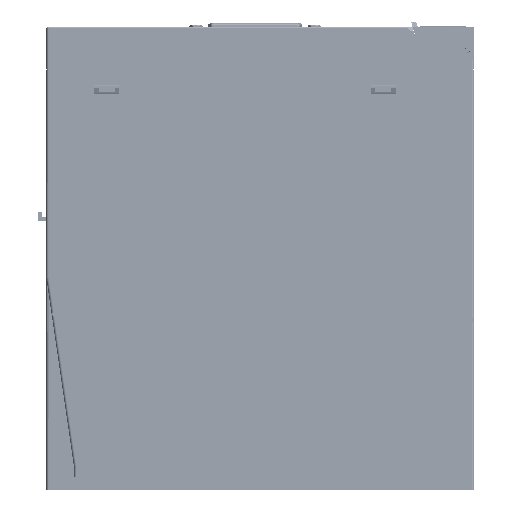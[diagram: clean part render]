
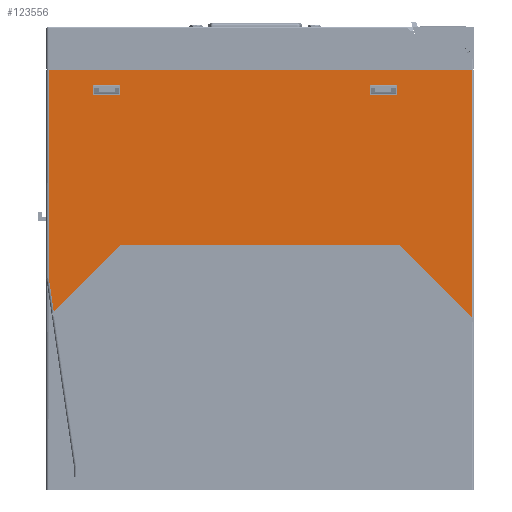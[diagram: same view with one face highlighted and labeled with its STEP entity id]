
A CAD part, left-side view. The second image highlights one B-rep face of the part: STEP entity #123556.
In plain terms, the highlighted planar face has unit normal (-1, 0, 0).
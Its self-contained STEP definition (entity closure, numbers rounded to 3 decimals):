
#28213=DIRECTION('',(0.,1.,0.));
#28214=VECTOR('',#28213,168.);
#28215=CARTESIAN_POINT('',(-40.,-79.,-18.));
#28216=LINE('',#28215,#28214);
#28293=DIRECTION('',(0.,0.,1.));
#28294=VECTOR('',#28293,98.293);
#28295=CARTESIAN_POINT('',(-40.,-79.,-116.293));
#28296=LINE('',#28295,#28294);
#29157=DIRECTION('',(0.,0.,-1.));
#29158=VECTOR('',#29157,82.656);
#29159=CARTESIAN_POINT('',(-40.,89.,-18.));
#29160=LINE('',#29159,#29158);
#29173=DIRECTION('',(0.,0.707,0.707));
#29174=VECTOR('',#29173,40.719);
#29175=CARTESIAN_POINT('',(-40.,-79.,-116.293));
#29176=LINE('',#29175,#29174);
#29177=DIRECTION('',(0.,0.707,-0.707));
#29178=VECTOR('',#29177,37.891);
#29179=CARTESIAN_POINT('',(-40.,60.207,-87.5));
#29180=LINE('',#29179,#29178);
#29181=DIRECTION('',(0.,0.145,0.989));
#29182=VECTOR('',#29181,13.782);
#29183=CARTESIAN_POINT('',(-40.,87.,-114.293));
#29184=LINE('',#29183,#29182);
#29185=DIRECTION('',(0.,-1.,0.));
#29186=VECTOR('',#29185,110.414);
#29187=CARTESIAN_POINT('',(-40.,60.207,-87.5));
#29188=LINE('',#29187,#29186);
#29208=DIRECTION('',(0.,-1.,0.));
#29209=VECTOR('',#29208,10.5);
#29210=CARTESIAN_POINT('',(-40.,71.25,-24.1));
#29211=LINE('',#29210,#29209);
#29248=DIRECTION('',(0.,0.,-1.));
#29249=VECTOR('',#29248,4.);
#29250=CARTESIAN_POINT('',(-40.,60.75,-24.1));
#29251=LINE('',#29250,#29249);
#29256=DIRECTION('',(0.,1.,0.));
#29257=VECTOR('',#29256,10.5);
#29258=CARTESIAN_POINT('',(-40.,60.75,-28.1));
#29259=LINE('',#29258,#29257);
#29264=DIRECTION('',(0.,0.,1.));
#29265=VECTOR('',#29264,4.);
#29266=CARTESIAN_POINT('',(-40.,71.25,-28.1));
#29267=LINE('',#29266,#29265);
#29396=DIRECTION('',(0.,-1.,0.));
#29397=VECTOR('',#29396,10.5);
#29398=CARTESIAN_POINT('',(-40.,-38.75,-24.1));
#29399=LINE('',#29398,#29397);
#29436=DIRECTION('',(0.,0.,-1.));
#29437=VECTOR('',#29436,4.);
#29438=CARTESIAN_POINT('',(-40.,-49.25,-24.1));
#29439=LINE('',#29438,#29437);
#29444=DIRECTION('',(0.,1.,0.));
#29445=VECTOR('',#29444,10.5);
#29446=CARTESIAN_POINT('',(-40.,-49.25,-28.1));
#29447=LINE('',#29446,#29445);
#29452=DIRECTION('',(0.,0.,1.));
#29453=VECTOR('',#29452,4.);
#29454=CARTESIAN_POINT('',(-40.,-38.75,-28.1));
#29455=LINE('',#29454,#29453);
#67831=CARTESIAN_POINT('',(-40.,-79.,-116.293));
#67832=CARTESIAN_POINT('',(-40.,-50.207,-87.5));
#67833=VERTEX_POINT('',#67831);
#67834=VERTEX_POINT('',#67832);
#67835=CARTESIAN_POINT('',(-40.,60.207,-87.5));
#67836=CARTESIAN_POINT('',(-40.,87.,-114.293));
#67837=VERTEX_POINT('',#67835);
#67838=VERTEX_POINT('',#67836);
#67839=CARTESIAN_POINT('',(-40.,89.,-100.656));
#67840=VERTEX_POINT('',#67839);
#67844=CARTESIAN_POINT('',(-40.,-79.,-18.));
#67845=VERTEX_POINT('',#67844);
#68197=CARTESIAN_POINT('',(-40.,89.,-18.));
#68198=VERTEX_POINT('',#68197);
#68936=CARTESIAN_POINT('',(-40.,-38.75,-24.1));
#68937=CARTESIAN_POINT('',(-40.,-49.25,-24.1));
#68938=VERTEX_POINT('',#68936);
#68939=VERTEX_POINT('',#68937);
#68942=CARTESIAN_POINT('',(-40.,-38.75,-28.1));
#68943=VERTEX_POINT('',#68942);
#68946=CARTESIAN_POINT('',(-40.,-49.25,-28.1));
#68947=VERTEX_POINT('',#68946);
#68972=CARTESIAN_POINT('',(-40.,71.25,-24.1));
#68973=CARTESIAN_POINT('',(-40.,60.75,-24.1));
#68974=VERTEX_POINT('',#68972);
#68975=VERTEX_POINT('',#68973);
#68978=CARTESIAN_POINT('',(-40.,71.25,-28.1));
#68979=VERTEX_POINT('',#68978);
#68982=CARTESIAN_POINT('',(-40.,60.75,-28.1));
#68983=VERTEX_POINT('',#68982);
#123519=CARTESIAN_POINT('',(-40.,5.,-67.146));
#123520=DIRECTION('',(1.,0.,0.));
#123521=DIRECTION('',(0.,1.,0.));
#123522=AXIS2_PLACEMENT_3D('',#123519,#123520,#123521);
#123523=PLANE('',#123522);
#123525=ORIENTED_EDGE('',*,*,#123524,.T.);
#123527=ORIENTED_EDGE('',*,*,#123526,.F.);
#123529=ORIENTED_EDGE('',*,*,#123528,.T.);
#123530=ORIENTED_EDGE('',*,*,#123487,.T.);
#123531=ORIENTED_EDGE('',*,*,#123512,.F.);
#123532=ORIENTED_EDGE('',*,*,#121968,.F.);
#123533=ORIENTED_EDGE('',*,*,#122073,.F.);
#123534=EDGE_LOOP('',(#123525,#123527,#123529,#123530,#123531,#123532,#123533));
#123535=FACE_OUTER_BOUND('',#123534,.F.);
#123537=ORIENTED_EDGE('',*,*,#123536,.F.);
#123539=ORIENTED_EDGE('',*,*,#123538,.F.);
#123541=ORIENTED_EDGE('',*,*,#123540,.F.);
#123543=ORIENTED_EDGE('',*,*,#123542,.F.);
#123544=EDGE_LOOP('',(#123537,#123539,#123541,#123543));
#123545=FACE_BOUND('',#123544,.F.);
#123547=ORIENTED_EDGE('',*,*,#123546,.F.);
#123549=ORIENTED_EDGE('',*,*,#123548,.F.);
#123551=ORIENTED_EDGE('',*,*,#123550,.F.);
#123553=ORIENTED_EDGE('',*,*,#123552,.F.);
#123554=EDGE_LOOP('',(#123547,#123549,#123551,#123553));
#123555=FACE_BOUND('',#123554,.F.);
#123556=ADVANCED_FACE('',(#123535,#123545,#123555),#123523,.F.);
#121968=EDGE_CURVE('',#67845,#68198,#28216,.T.);
#122073=EDGE_CURVE('',#67833,#67845,#28296,.T.);
#123487=EDGE_CURVE('',#67838,#67840,#29184,.T.);
#123512=EDGE_CURVE('',#68198,#67840,#29160,.T.);
#123524=EDGE_CURVE('',#67833,#67834,#29176,.T.);
#123526=EDGE_CURVE('',#67837,#67834,#29188,.T.);
#123528=EDGE_CURVE('',#67837,#67838,#29180,.T.);
#123536=EDGE_CURVE('',#68974,#68975,#29211,.T.);
#123538=EDGE_CURVE('',#68979,#68974,#29267,.T.);
#123540=EDGE_CURVE('',#68983,#68979,#29259,.T.);
#123542=EDGE_CURVE('',#68975,#68983,#29251,.T.);
#123546=EDGE_CURVE('',#68938,#68939,#29399,.T.);
#123548=EDGE_CURVE('',#68943,#68938,#29455,.T.);
#123550=EDGE_CURVE('',#68947,#68943,#29447,.T.);
#123552=EDGE_CURVE('',#68939,#68947,#29439,.T.);
